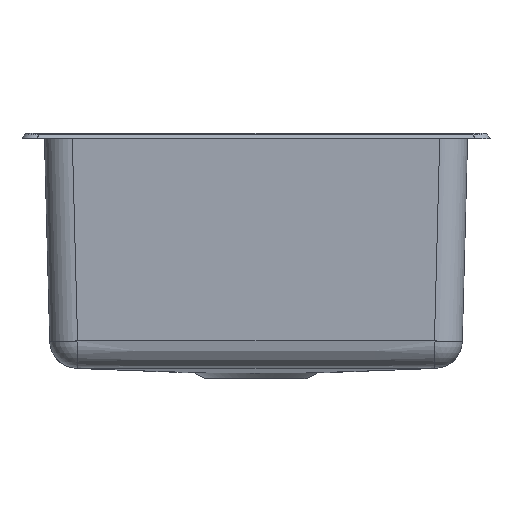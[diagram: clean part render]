
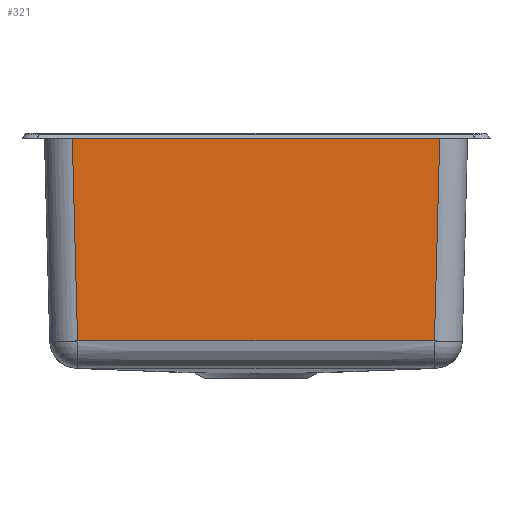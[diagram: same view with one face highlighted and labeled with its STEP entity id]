
A CAD part, front view. The second image highlights one B-rep face of the part: STEP entity #321.
In plain terms, the highlighted planar face has unit normal (0, -1, -0.026).
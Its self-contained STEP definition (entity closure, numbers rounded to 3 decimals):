
#186=B_SPLINE_CURVE_WITH_KNOTS('',3,(#3022,#3023,#3024,#3025,#3026,#3027,
#3028,#3029,#3030,#3031),.UNSPECIFIED.,.F.,.F.,(4,3,3,4),(0.,0.301,
0.602,1.),.UNSPECIFIED.);
#321=ADVANCED_FACE('',(#443),#389,.T.);
#389=PLANE('',#1771);
#443=FACE_OUTER_BOUND('',#559,.T.);
#559=EDGE_LOOP('',(#864,#865,#866,#867));
#864=ORIENTED_EDGE('',*,*,#1429,.T.);
#865=ORIENTED_EDGE('',*,*,#1433,.T.);
#866=ORIENTED_EDGE('',*,*,#1430,.T.);
#867=ORIENTED_EDGE('',*,*,#1421,.T.);
#1229=VERTEX_POINT('',#3021);
#1230=VERTEX_POINT('',#3032);
#1232=VERTEX_POINT('',#3057);
#1233=VERTEX_POINT('',#3061);
#1421=EDGE_CURVE('',#1230,#1229,#186,.T.);
#1429=EDGE_CURVE('',#1229,#1232,#1602,.T.);
#1430=EDGE_CURVE('',#1233,#1230,#1603,.T.);
#1433=EDGE_CURVE('',#1232,#1233,#1605,.T.);
#1602=LINE('',#3058,#1666);
#1603=LINE('',#3060,#1667);
#1605=LINE('',#3066,#1669);
#1666=VECTOR('',#2044,1.);
#1667=VECTOR('',#2047,1.);
#1669=VECTOR('',#2053,1.);
#1771=AXIS2_PLACEMENT_3D('',#3067,#2054,#2055);
#2044=DIRECTION('',(0.026,-0.026,0.999));
#2047=DIRECTION('',(0.026,0.026,-0.999));
#2053=DIRECTION('',(-1.,0.,0.));
#2054=DIRECTION('',(0.,-1.,-0.026));
#2055=DIRECTION('',(0.,0.026,-1.));
#3021=CARTESIAN_POINT('',(160.131,-195.123,-186.256));
#3022=CARTESIAN_POINT('',(-160.131,-195.123,-186.256));
#3023=CARTESIAN_POINT('',(-127.98,-195.122,-186.268));
#3024=CARTESIAN_POINT('',(-95.829,-195.122,-186.278));
#3025=CARTESIAN_POINT('',(-63.678,-195.122,-186.283));
#3026=CARTESIAN_POINT('',(-31.527,-195.122,-186.289));
#3027=CARTESIAN_POINT('',(0.624,-195.122,-186.29));
#3028=CARTESIAN_POINT('',(32.775,-195.122,-186.287));
#3029=CARTESIAN_POINT('',(75.227,-195.122,-186.283));
#3030=CARTESIAN_POINT('',(117.679,-195.122,-186.272));
#3031=CARTESIAN_POINT('',(160.131,-195.123,-186.256));
#3032=CARTESIAN_POINT('',(-160.131,-195.123,-186.256));
#3057=CARTESIAN_POINT('',(164.906,-199.897,-3.921));
#3058=CARTESIAN_POINT('',(164.765,-199.757,-9.283));
#3060=CARTESIAN_POINT('',(-165.026,-200.017,0.654));
#3061=CARTESIAN_POINT('',(-164.906,-199.897,-3.921));
#3066=CARTESIAN_POINT('',(-190.,-199.897,-3.921));
#3067=CARTESIAN_POINT('',(-190.,-200.,0.));
